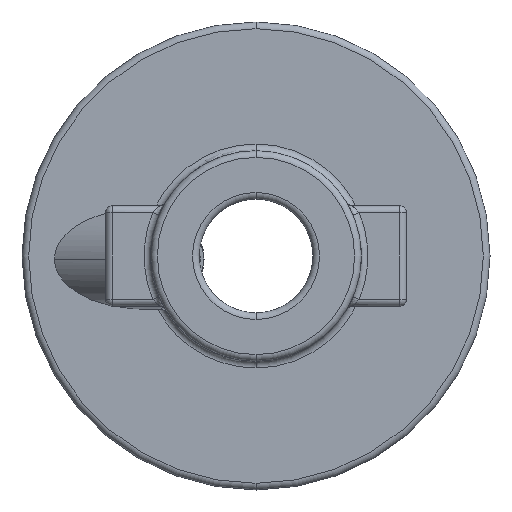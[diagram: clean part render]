
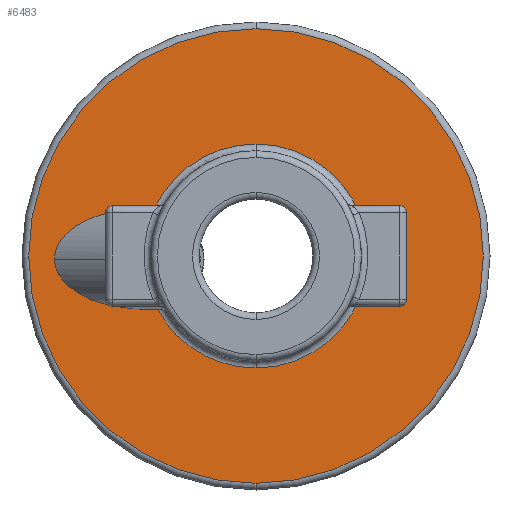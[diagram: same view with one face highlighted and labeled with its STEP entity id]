
A CAD part, front view. The second image highlights one B-rep face of the part: STEP entity #6483.
In plain terms, the highlighted planar face has unit normal (0, -1, 0).
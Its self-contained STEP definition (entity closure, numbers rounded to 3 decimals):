
#170 = CIRCLE ( 'NONE', #2674, 33.5 ) ;
#182 = DIRECTION ( 'NONE',  ( 0., 1., 0. ) ) ;
#262 = ORIENTED_EDGE ( 'NONE', *, *, #1714, .T. ) ;
#437 = ORIENTED_EDGE ( 'NONE', *, *, #5199, .T. ) ;
#447 = CARTESIAN_POINT ( 'NONE',  ( -60.223, 125., -0.907 ) ) ;
#462 = DIRECTION ( 'NONE',  ( 0., 0., 1. ) ) ;
#575 = ORIENTED_EDGE ( 'NONE', *, *, #5257, .T. ) ;
#661 = DIRECTION ( 'NONE',  ( 0., 1., 0. ) ) ;
#819 = CARTESIAN_POINT ( 'NONE',  ( 0., 125., 0. ) ) ;
#875 = DIRECTION ( 'NONE',  ( 0., 0., 1. ) ) ;
#985 = ORIENTED_EDGE ( 'NONE', *, *, #5469, .T. ) ;
#1020 = AXIS2_PLACEMENT_3D ( 'NONE', #6396, #6398, #6407 ) ;
#1267 = CARTESIAN_POINT ( 'NONE',  ( -30.455, 125., 13.954 ) ) ;
#1552 = CIRCLE ( 'NONE', #2198, 68. ) ;
#1714 = EDGE_CURVE ( 'NONE', #5803, #2691, #170, .T. ) ;
#1771 = CARTESIAN_POINT ( 'NONE',  ( -59.236, 125., 9.307 ) ) ;
#1829 = DIRECTION ( 'NONE',  ( 0., 0., 1. ) ) ;
#1857 = CARTESIAN_POINT ( 'NONE',  ( -60.223, 125., 0. ) ) ;
#1869 = DIRECTION ( 'NONE',  ( 0., -1., 0. ) ) ;
#1871 = CARTESIAN_POINT ( 'NONE',  ( 0., 125., 0. ) ) ;
#1916 = CARTESIAN_POINT ( 'NONE',  ( -30.455, 125., 13.954 ) ) ;
#1944 = ORIENTED_EDGE ( 'NONE', *, *, #5372, .T. ) ;
#2004 = CARTESIAN_POINT ( 'NONE',  ( -46.621, 125., 15.22 ) ) ;
#2052 = CARTESIAN_POINT ( 'NONE',  ( -60.223, 125., 0. ) ) ;
#2198 = AXIS2_PLACEMENT_3D ( 'NONE', #2860, #2928, #2989 ) ;
#2222 = EDGE_CURVE ( 'NONE', #5407, #6391, #1552, .T. ) ;
#2262 = CARTESIAN_POINT ( 'NONE',  ( -60.223, 125., -1.814 ) ) ;
#2294 =( BOUNDED_CURVE ( )  B_SPLINE_CURVE ( 3, ( #1857, #1771, #2004, #1916 ),
 .UNSPECIFIED., .F., .F. ) 
 B_SPLINE_CURVE_WITH_KNOTS ( ( 4, 4 ),
 ( 0.061, 1.707 ),
 .UNSPECIFIED. ) 
 CURVE ( )  GEOMETRIC_REPRESENTATION_ITEM ( )  RATIONAL_B_SPLINE_CURVE ( ( 1., 0.787, 0.787, 1. ) ) 
 REPRESENTATION_ITEM ( '' )  );
#2578 = ORIENTED_EDGE ( 'NONE', *, *, #5870, .T. ) ;
#2674 = AXIS2_PLACEMENT_3D ( 'NONE', #5104, #3301, #2758 ) ;
#2691 = VERTEX_POINT ( 'NONE', #4761 ) ;
#2755 = AXIS2_PLACEMENT_3D ( 'NONE', #819, #661, #875 ) ;
#2758 = DIRECTION ( 'NONE',  ( 0., 0., 1. ) ) ;
#2761 = EDGE_LOOP ( 'NONE', ( #575, #1944, #2578, #262, #3891, #985 ) ) ;
#2772 = EDGE_LOOP ( 'NONE', ( #437, #6237 ) ) ;
#2860 = CARTESIAN_POINT ( 'NONE',  ( 0., 125., 0. ) ) ;
#2928 = DIRECTION ( 'NONE',  ( 0., -1., 0. ) ) ;
#2989 = DIRECTION ( 'NONE',  ( 0., 0., 1. ) ) ;
#3097 = VERTEX_POINT ( 'NONE', #4208 ) ;
#3159 = CARTESIAN_POINT ( 'NONE',  ( 0., 125., 68. ) ) ;
#3239 = CIRCLE ( 'NONE', #2755, 33.5 ) ;
#3301 = DIRECTION ( 'NONE',  ( 0., 1., 0. ) ) ;
#3319 = AXIS2_PLACEMENT_3D ( 'NONE', #1871, #1869, #1829 ) ;
#3408 = CIRCLE ( 'NONE', #1020, 33.5 ) ;
#3702 = VERTEX_POINT ( 'NONE', #2262 ) ;
#3748 = CARTESIAN_POINT ( 'NONE',  ( 0., 125., -33.5 ) ) ;
#3857 = VECTOR ( 'NONE', #462, 1000. ) ;
#3891 = ORIENTED_EDGE ( 'NONE', *, *, #6383, .T. ) ;
#4029 = LINE ( 'NONE', #447, #3857 ) ;
#4208 = CARTESIAN_POINT ( 'NONE',  ( 0., 125., 33.5 ) ) ;
#4214 = AXIS2_PLACEMENT_3D ( 'NONE', #6934, #182, #6740 ) ;
#4689 = CARTESIAN_POINT ( 'NONE',  ( -60.223, 125., -1.814 ) ) ;
#4761 = CARTESIAN_POINT ( 'NONE',  ( -29.597, 125., -15.692 ) ) ;
#4787 = CARTESIAN_POINT ( 'NONE',  ( -59.211, 125., -11.361 ) ) ;
#5104 = CARTESIAN_POINT ( 'NONE',  ( 0., 125., 0. ) ) ;
#5199 = EDGE_CURVE ( 'NONE', #6391, #5407, #6879, .T. ) ;
#5257 = EDGE_CURVE ( 'NONE', #5588, #5362, #2294, .T. ) ;
#5310 = FACE_BOUND ( 'NONE', #2761, .T. ) ;
#5362 = VERTEX_POINT ( 'NONE', #1267 ) ;
#5372 = EDGE_CURVE ( 'NONE', #5362, #3097, #3239, .T. ) ;
#5407 = VERTEX_POINT ( 'NONE', #6296 ) ;
#5468 = FACE_OUTER_BOUND ( 'NONE', #2772, .T. ) ;
#5469 = EDGE_CURVE ( 'NONE', #3702, #5588, #4029, .T. ) ;
#5586 = CARTESIAN_POINT ( 'NONE',  ( -46.096, 125., -17.304 ) ) ;
#5588 = VERTEX_POINT ( 'NONE', #2052 ) ;
#5803 = VERTEX_POINT ( 'NONE', #3748 ) ;
#5870 = EDGE_CURVE ( 'NONE', #3097, #5803, #3408, .T. ) ;
#6117 = CARTESIAN_POINT ( 'NONE',  ( -29.597, 125., -15.692 ) ) ;
#6176 =( BOUNDED_CURVE ( )  B_SPLINE_CURVE ( 3, ( #6117, #5586, #4787, #4689 ),
 .UNSPECIFIED., .F., .F. ) 
 B_SPLINE_CURVE_WITH_KNOTS ( ( 4, 4 ),
 ( 4.543, 6.223 ),
 .UNSPECIFIED. ) 
 CURVE ( )  GEOMETRIC_REPRESENTATION_ITEM ( )  RATIONAL_B_SPLINE_CURVE ( ( 1., 0.778, 0.778, 1. ) ) 
 REPRESENTATION_ITEM ( '' )  );
#6237 = ORIENTED_EDGE ( 'NONE', *, *, #2222, .T. ) ;
#6296 = CARTESIAN_POINT ( 'NONE',  ( 0., 125., -68. ) ) ;
#6383 = EDGE_CURVE ( 'NONE', #2691, #3702, #6176, .T. ) ;
#6391 = VERTEX_POINT ( 'NONE', #3159 ) ;
#6396 = CARTESIAN_POINT ( 'NONE',  ( 0., 125., 0. ) ) ;
#6398 = DIRECTION ( 'NONE',  ( 0., 1., 0. ) ) ;
#6407 = DIRECTION ( 'NONE',  ( 0., 0., 1. ) ) ;
#6483 = ADVANCED_FACE ( 'NONE', ( #5468, #5310 ), #6855, .F. ) ;
#6740 = DIRECTION ( 'NONE',  ( 0., 0., 1. ) ) ;
#6855 = PLANE ( 'NONE',  #4214 ) ;
#6879 = CIRCLE ( 'NONE', #3319, 68. ) ;
#6934 = CARTESIAN_POINT ( 'NONE',  ( 0., 125., 0. ) ) ;
